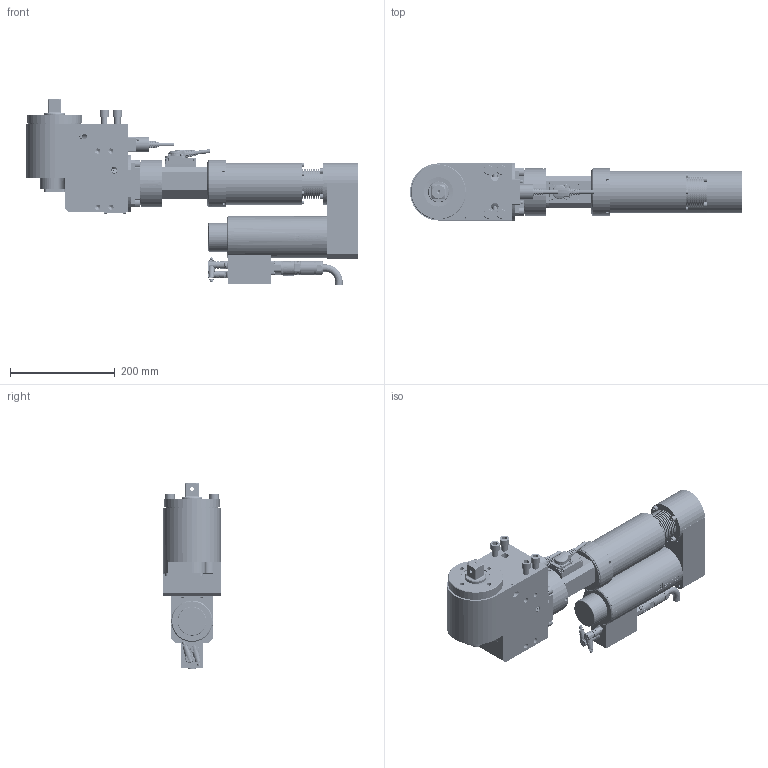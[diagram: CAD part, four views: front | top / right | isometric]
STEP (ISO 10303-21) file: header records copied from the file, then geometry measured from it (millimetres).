
FILE_DESCRIPTION(/* description */ (''),/* implementation_level */ '2;1');
FILE_NAME(/* name */ '4BDU660T2A-A_IAM_001.iam.step',/* time_stamp */ '2021-08-10T09:11:21+02:00',/* author */ ('cideon'),/* organization */ (''),/* preprocessor_version */ 'ST-DEVELOPER v17.2',/* originating_system */ 'Autodesk Inventor 2019',/* authorisation */ '');
FILE_SCHEMA (('AUTOMOTIVE_DESIGN { 1 0 10303 214 3 1 1 }'));
Length unit declared in the file: centimetre
Products named in the file (1): Bauteil30
Bounding box: 633.8 x 109 x 356.15 mm (x, y, z)
Volume: 5092442.5 mm3; surface area: 868799.7 mm2
Topology: 2 solids, 2 shells, 6532 faces, 18906 edges, 12476 vertices
Faces by surface type: plane 3671, cylinder 1688, cone 566, bspline 308, torus 282, sphere 17
Full cylindrical faces by diameter (mm): 0.434 x4, 0.6 x22, 1.4 x2, 1.6 x2, 1.7 x2, 1.83 x4, 2.05 x2, 2.1 x4, 2.5 x6, 2.8 x3, 3 x6, 3.2 x2, 3.3 x4, 3.4 x1, 3.5 x1, 4 x3, 4.02 x2, 4.2 x1, 4.5 x3, 5 x25, 5.1 x1, 5.2 x1, 5.5 x19, 5.6 x4, 5.9 x2, 6 x24, 6.3 x2, 6.6 x7, 6.7 x1, 6.8 x4
Entity records: 280840 total; most frequent: CARTESIAN_POINT 105723, ORIENTED_EDGE 37714, DIRECTION 35080, EDGE_CURVE 18857, AXIS2_PLACEMENT_3D 13181, VERTEX_POINT 12476, LINE 8718, VECTOR 8718
